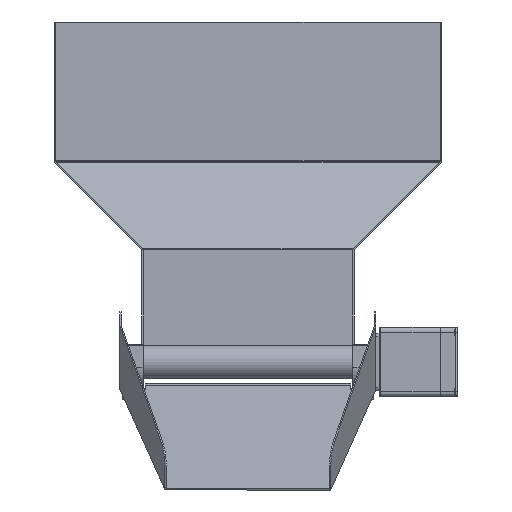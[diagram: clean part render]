
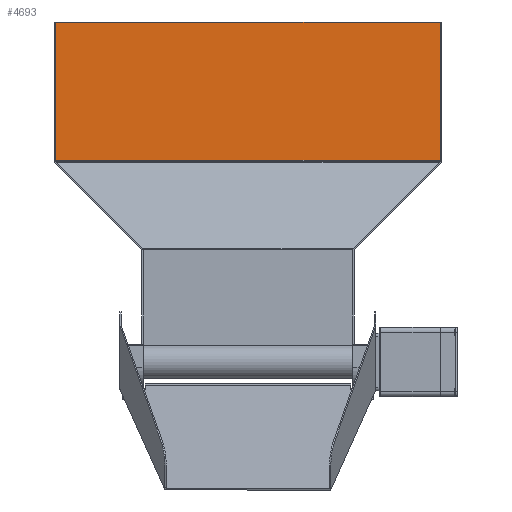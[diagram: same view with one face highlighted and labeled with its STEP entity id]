
A CAD part, front view. The second image highlights one B-rep face of the part: STEP entity #4693.
In plain terms, the highlighted planar face has unit normal (0, -1, 0).
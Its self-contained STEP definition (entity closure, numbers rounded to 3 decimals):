
#1173=ORIENTED_EDGE('',*,*,#2108,.F.);
#1174=ORIENTED_EDGE('',*,*,#2040,.T.);
#1175=ORIENTED_EDGE('',*,*,#2072,.F.);
#1176=ORIENTED_EDGE('',*,*,#2114,.F.);
#2040=EDGE_CURVE('',#2602,#2603,#3053,.T.);
#2072=EDGE_CURVE('',#2624,#2603,#3080,.T.);
#2108=EDGE_CURVE('',#2602,#2641,#3111,.T.);
#2114=EDGE_CURVE('',#2641,#2624,#3117,.T.);
#2602=VERTEX_POINT('',#7430);
#2603=VERTEX_POINT('',#7431);
#2624=VERTEX_POINT('',#7494);
#2641=VERTEX_POINT('',#7564);
#3053=LINE('',#7429,#3494);
#3080=LINE('',#7493,#3521);
#3111=LINE('',#7563,#3552);
#3117=LINE('',#7576,#3558);
#3494=VECTOR('',#5992,1000.);
#3521=VECTOR('',#6049,1000.);
#3552=VECTOR('',#6124,1000.);
#3558=VECTOR('',#6138,1000.);
#3872=EDGE_LOOP('',(#1173,#1174,#1175,#1176));
#4213=FACE_BOUND('',#3872,.T.);
#4492=PLANE('',#5109);
#4693=ADVANCED_FACE('',(#4213),#4492,.T.);
#5109=AXIS2_PLACEMENT_3D('',#7575,#6136,#6137);
#5992=DIRECTION('',(-1.,0.,0.));
#6049=DIRECTION('',(0.,0.,1.));
#6124=DIRECTION('',(0.,0.,-1.));
#6136=DIRECTION('',(0.,-1.,0.));
#6137=DIRECTION('',(0.,0.,-1.));
#6138=DIRECTION('',(-1.,0.,0.));
#7429=CARTESIAN_POINT('',(792.607,18.,0.));
#7430=CARTESIAN_POINT('',(220.,18.,0.));
#7431=CARTESIAN_POINT('',(-220.,18.,0.));
#7493=CARTESIAN_POINT('',(-220.,18.,-158.));
#7494=CARTESIAN_POINT('',(-220.,18.,-158.));
#7563=CARTESIAN_POINT('',(220.,18.,0.));
#7564=CARTESIAN_POINT('',(220.,18.,-158.));
#7575=CARTESIAN_POINT('',(792.607,18.,-158.));
#7576=CARTESIAN_POINT('',(792.607,18.,-158.));
